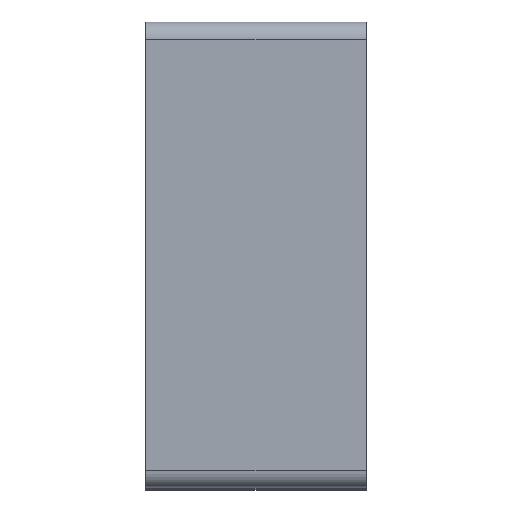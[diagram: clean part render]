
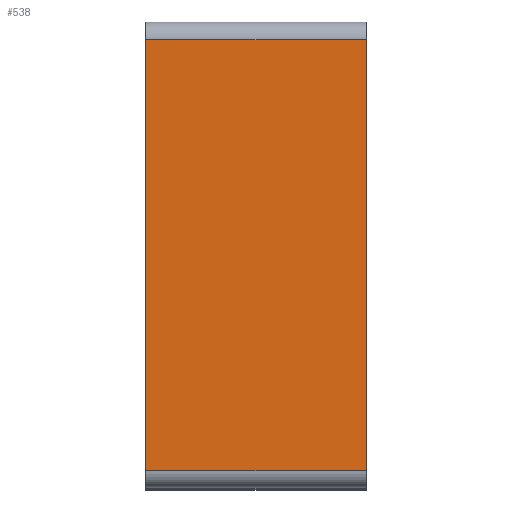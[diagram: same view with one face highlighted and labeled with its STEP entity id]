
A CAD part, top view. The second image highlights one B-rep face of the part: STEP entity #538.
In plain terms, the highlighted planar face has unit normal (0, 0, 1).
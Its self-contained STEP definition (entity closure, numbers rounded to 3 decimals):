
#189 = VERTEX_POINT('',#190);
#190 = CARTESIAN_POINT('',(0.,-24.5,101.));
#197 = EDGE_CURVE('',#189,#198,#200,.T.);
#198 = VERTEX_POINT('',#199);
#199 = CARTESIAN_POINT('',(0.,24.5,101.));
#200 = LINE('',#201,#202);
#201 = CARTESIAN_POINT('',(0.,-24.5,101.));
#202 = VECTOR('',#203,1.);
#203 = DIRECTION('',(0.,1.,0.));
#316 = VERTEX_POINT('',#317);
#317 = CARTESIAN_POINT('',(25.,-24.5,101.));
#324 = EDGE_CURVE('',#316,#325,#327,.T.);
#325 = VERTEX_POINT('',#326);
#326 = CARTESIAN_POINT('',(25.,24.5,101.));
#327 = LINE('',#328,#329);
#328 = CARTESIAN_POINT('',(25.,-24.5,101.));
#329 = VECTOR('',#330,1.);
#330 = DIRECTION('',(0.,1.,0.));
#525 = EDGE_CURVE('',#189,#316,#526,.T.);
#526 = LINE('',#527,#528);
#527 = CARTESIAN_POINT('',(0.,-24.5,101.));
#528 = VECTOR('',#529,1.);
#529 = DIRECTION('',(1.,0.,0.));
#538 = ADVANCED_FACE('',(#539),#550,.T.);
#539 = FACE_BOUND('',#540,.T.);
#540 = EDGE_LOOP('',(#541,#542,#543,#549));
#541 = ORIENTED_EDGE('',*,*,#525,.T.);
#542 = ORIENTED_EDGE('',*,*,#324,.T.);
#543 = ORIENTED_EDGE('',*,*,#544,.F.);
#544 = EDGE_CURVE('',#198,#325,#545,.T.);
#545 = LINE('',#546,#547);
#546 = CARTESIAN_POINT('',(0.,24.5,101.));
#547 = VECTOR('',#548,1.);
#548 = DIRECTION('',(1.,0.,0.));
#549 = ORIENTED_EDGE('',*,*,#197,.F.);
#550 = PLANE('',#551);
#551 = AXIS2_PLACEMENT_3D('',#552,#553,#554);
#552 = CARTESIAN_POINT('',(0.,-24.5,101.));
#553 = DIRECTION('',(0.,0.,1.));
#554 = DIRECTION('',(0.,1.,0.));
